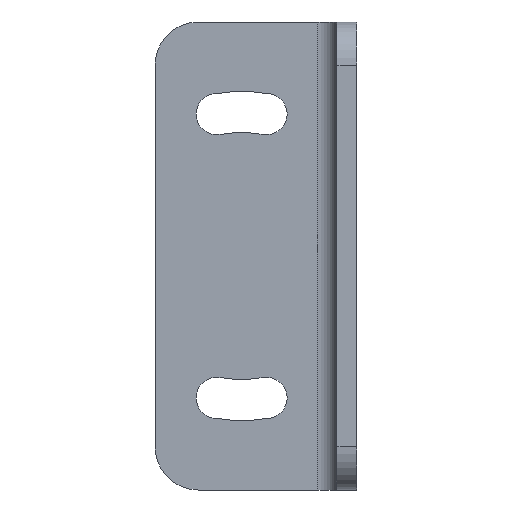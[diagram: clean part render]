
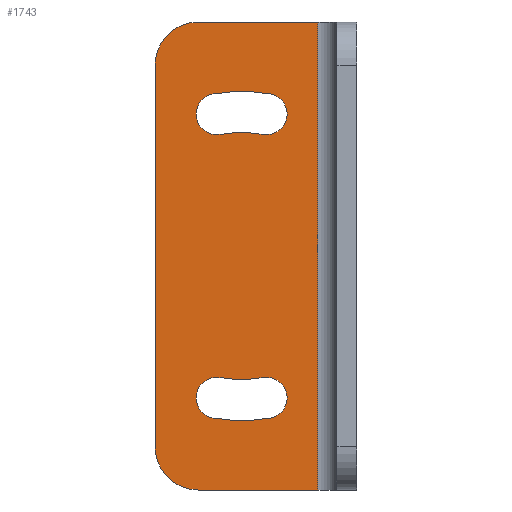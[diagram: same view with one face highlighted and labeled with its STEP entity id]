
A CAD part, left-side view. The second image highlights one B-rep face of the part: STEP entity #1743.
In plain terms, the highlighted planar face has unit normal (-1, 0, 0).
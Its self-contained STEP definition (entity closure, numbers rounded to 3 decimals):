
#597=CARTESIAN_POINT('',(34.731,19.231,26.5));
#598=DIRECTION('',(-1.,0.,0.));
#599=DIRECTION('',(0.,0.,1.));
#600=AXIS2_PLACEMENT_3D('',#597,#598,#599);
#602=DIRECTION('',(0.,-1.,0.));
#603=VECTOR('',#602,16.591);
#604=CARTESIAN_POINT('',(34.731,19.231,32.5));
#605=LINE('',#604,#603);
#606=DIRECTION('',(0.,1.,0.));
#607=VECTOR('',#606,16.591);
#608=CARTESIAN_POINT('',(34.731,2.64,-32.5));
#609=LINE('',#608,#607);
#610=CARTESIAN_POINT('',(34.731,19.231,-26.5));
#611=DIRECTION('',(-1.,0.,0.));
#612=DIRECTION('',(0.,1.,0.));
#613=AXIS2_PLACEMENT_3D('',#610,#611,#612);
#615=DIRECTION('',(0.,0.,1.));
#616=VECTOR('',#615,53.);
#617=CARTESIAN_POINT('',(34.731,25.231,-26.5));
#618=LINE('',#617,#616);
#619=CARTESIAN_POINT('',(34.731,13.231,0.));
#620=DIRECTION('',(-1.,0.,0.));
#621=DIRECTION('',(0.,0.174,-0.985));
#622=AXIS2_PLACEMENT_3D('',#619,#620,#621);
#624=CARTESIAN_POINT('',(34.731,16.704,-19.696));
#625=DIRECTION('',(-1.,0.,0.));
#626=DIRECTION('',(0.,-0.174,0.985));
#627=AXIS2_PLACEMENT_3D('',#624,#625,#626);
#629=CARTESIAN_POINT('',(34.731,13.231,0.));
#630=DIRECTION('',(-1.,0.,0.));
#631=DIRECTION('',(0.,0.174,-0.985));
#632=AXIS2_PLACEMENT_3D('',#629,#630,#631);
#634=CARTESIAN_POINT('',(34.731,9.758,-19.696));
#635=DIRECTION('',(-1.,0.,0.));
#636=DIRECTION('',(0.,-0.174,-0.985));
#637=AXIS2_PLACEMENT_3D('',#634,#635,#636);
#639=CARTESIAN_POINT('',(34.731,13.231,0.));
#640=DIRECTION('',(-1.,0.,0.));
#641=DIRECTION('',(0.,-0.174,0.985));
#642=AXIS2_PLACEMENT_3D('',#639,#640,#641);
#644=CARTESIAN_POINT('',(34.731,9.758,19.696));
#645=DIRECTION('',(-1.,0.,0.));
#646=DIRECTION('',(0.,0.174,-0.985));
#647=AXIS2_PLACEMENT_3D('',#644,#645,#646);
#649=CARTESIAN_POINT('',(34.731,13.231,0.));
#650=DIRECTION('',(-1.,0.,0.));
#651=DIRECTION('',(0.,-0.174,0.985));
#652=AXIS2_PLACEMENT_3D('',#649,#650,#651);
#654=CARTESIAN_POINT('',(34.731,16.704,19.696));
#655=DIRECTION('',(-1.,0.,0.));
#656=DIRECTION('',(0.,0.174,0.985));
#657=AXIS2_PLACEMENT_3D('',#654,#655,#656);
#659=DIRECTION('',(0.,0.,-1.));
#660=VECTOR('',#659,65.);
#661=CARTESIAN_POINT('',(34.731,2.64,32.5));
#662=LINE('',#661,#660);
#741=CARTESIAN_POINT('',(34.731,2.64,32.5));
#742=CARTESIAN_POINT('',(34.731,2.64,-32.5));
#743=VERTEX_POINT('',#741);
#744=VERTEX_POINT('',#742);
#881=CARTESIAN_POINT('',(34.731,19.231,32.5));
#882=VERTEX_POINT('',#881);
#883=CARTESIAN_POINT('',(34.731,25.231,26.5));
#884=VERTEX_POINT('',#883);
#889=CARTESIAN_POINT('',(34.731,25.231,-26.5));
#890=VERTEX_POINT('',#889);
#891=CARTESIAN_POINT('',(34.731,19.231,-32.5));
#892=VERTEX_POINT('',#891);
#909=CARTESIAN_POINT('',(34.731,16.209,-16.889));
#910=CARTESIAN_POINT('',(34.731,10.253,-16.889));
#911=VERTEX_POINT('',#909);
#912=VERTEX_POINT('',#910);
#913=CARTESIAN_POINT('',(34.731,9.263,-22.503));
#914=VERTEX_POINT('',#913);
#915=CARTESIAN_POINT('',(34.731,17.199,-22.503));
#916=VERTEX_POINT('',#915);
#917=CARTESIAN_POINT('',(34.731,10.253,16.889));
#918=CARTESIAN_POINT('',(34.731,16.209,16.889));
#919=VERTEX_POINT('',#917);
#920=VERTEX_POINT('',#918);
#921=CARTESIAN_POINT('',(34.731,17.199,22.503));
#922=VERTEX_POINT('',#921);
#923=CARTESIAN_POINT('',(34.731,9.263,22.503));
#924=VERTEX_POINT('',#923);
#1706=CARTESIAN_POINT('',(34.731,-2.769,-32.5));
#1707=DIRECTION('',(1.,0.,0.));
#1708=DIRECTION('',(0.,0.,-1.));
#1709=AXIS2_PLACEMENT_3D('',#1706,#1707,#1708);
#1710=PLANE('',#1709);
#1711=ORIENTED_EDGE('',*,*,#1686,.F.);
#1712=ORIENTED_EDGE('',*,*,#1701,.T.);
#1714=ORIENTED_EDGE('',*,*,#1713,.T.);
#1716=ORIENTED_EDGE('',*,*,#1715,.T.);
#1718=ORIENTED_EDGE('',*,*,#1717,.F.);
#1720=ORIENTED_EDGE('',*,*,#1719,.T.);
#1721=EDGE_LOOP('',(#1711,#1712,#1714,#1716,#1718,#1720));
#1722=FACE_OUTER_BOUND('',#1721,.F.);
#1724=ORIENTED_EDGE('',*,*,#1723,.F.);
#1726=ORIENTED_EDGE('',*,*,#1725,.T.);
#1728=ORIENTED_EDGE('',*,*,#1727,.T.);
#1730=ORIENTED_EDGE('',*,*,#1729,.T.);
#1731=EDGE_LOOP('',(#1724,#1726,#1728,#1730));
#1732=FACE_BOUND('',#1731,.F.);
#1734=ORIENTED_EDGE('',*,*,#1733,.F.);
#1736=ORIENTED_EDGE('',*,*,#1735,.T.);
#1738=ORIENTED_EDGE('',*,*,#1737,.T.);
#1740=ORIENTED_EDGE('',*,*,#1739,.T.);
#1741=EDGE_LOOP('',(#1734,#1736,#1738,#1740));
#1742=FACE_BOUND('',#1741,.F.);
#1743=ADVANCED_FACE('',(#1722,#1732,#1742),#1710,.F.);
#601=CIRCLE('',#600,6.);
#614=CIRCLE('',#613,6.);
#623=CIRCLE('',#622,17.15);
#628=CIRCLE('',#627,2.85);
#633=CIRCLE('',#632,22.85);
#638=CIRCLE('',#637,2.85);
#643=CIRCLE('',#642,17.15);
#648=CIRCLE('',#647,2.85);
#653=CIRCLE('',#652,22.85);
#658=CIRCLE('',#657,2.85);
#1686=EDGE_CURVE('',#882,#884,#601,.T.);
#1701=EDGE_CURVE('',#882,#743,#605,.T.);
#1713=EDGE_CURVE('',#743,#744,#662,.T.);
#1715=EDGE_CURVE('',#744,#892,#609,.T.);
#1717=EDGE_CURVE('',#890,#892,#614,.T.);
#1719=EDGE_CURVE('',#890,#884,#618,.T.);
#1723=EDGE_CURVE('',#911,#912,#623,.T.);
#1725=EDGE_CURVE('',#911,#916,#628,.T.);
#1727=EDGE_CURVE('',#916,#914,#633,.T.);
#1729=EDGE_CURVE('',#914,#912,#638,.T.);
#1733=EDGE_CURVE('',#919,#920,#643,.T.);
#1735=EDGE_CURVE('',#919,#924,#648,.T.);
#1737=EDGE_CURVE('',#924,#922,#653,.T.);
#1739=EDGE_CURVE('',#922,#920,#658,.T.);
